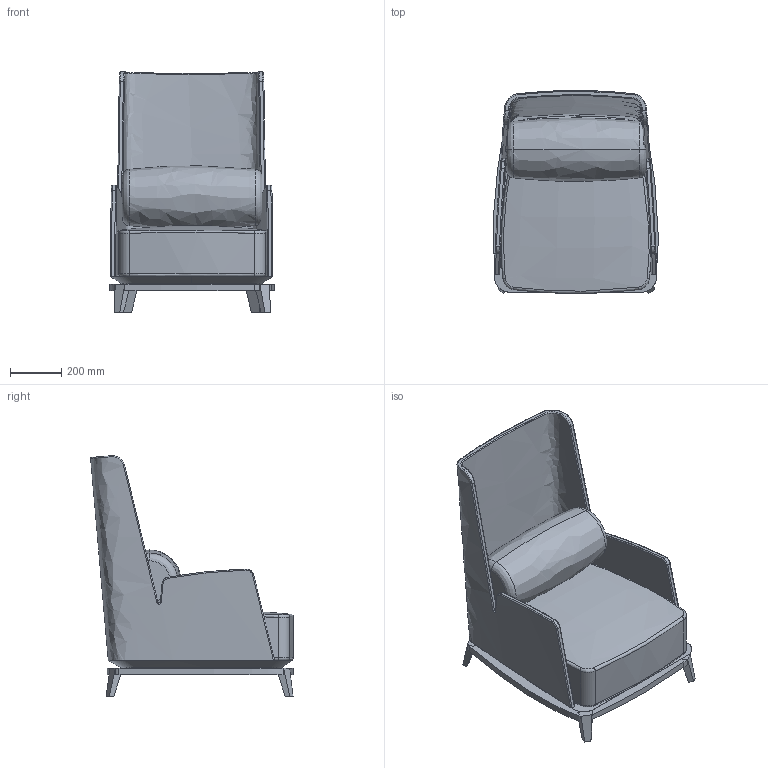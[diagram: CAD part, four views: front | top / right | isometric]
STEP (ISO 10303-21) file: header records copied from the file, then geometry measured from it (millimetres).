
FILE_DESCRIPTION(/* description */ (''),/* implementation_level */ '2;1');
FILE_NAME(/* name */ '4CS3NO~K',/* time_stamp */ '2014-06-19T12:03:08+02:00',/* author */ (''),/* organization */ (''),/* preprocessor_version */ 'ST-DEVELOPER v15',/* originating_system */ '',/* authorisation */ '');
FILE_SCHEMA (('AUTOMOTIVE_DESIGN'));
Length unit declared in the file: millimetre
Products named in the file (1): Document
Bounding box: 644.75 x 794.15 x 942.31 mm (x, y, z)
Volume: 124306132.8 mm3; surface area: 5420540.7 mm2
Topology: 4 solids, 8 shells, 127 faces, 306 edges, 191 vertices
Faces by surface type: bspline 119, plane 8
Entity records: 11828 total; most frequent: CARTESIAN_POINT 10118, ORIENTED_EDGE 598, EDGE_CURVE 306, VERTEX_POINT 191, ADVANCED_FACE 127, FACE_OUTER_BOUND 127, EDGE_LOOP 127, B_SPLINE_CURVE_WITH_KNOTS 120
